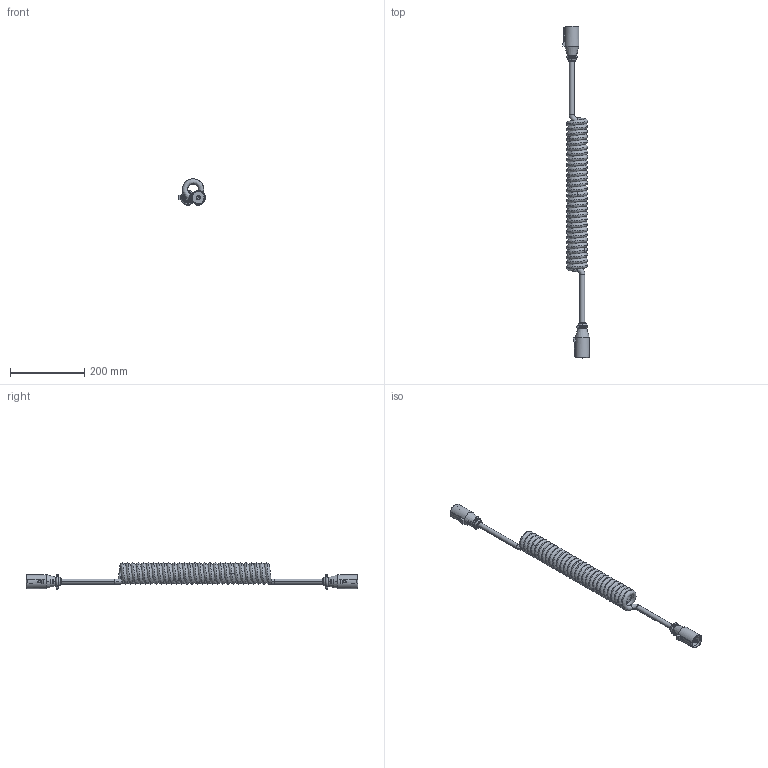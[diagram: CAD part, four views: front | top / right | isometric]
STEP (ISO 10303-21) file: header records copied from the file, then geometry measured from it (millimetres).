
FILE_DESCRIPTION((''),'2;1');
FILE_NAME('651537_SW0001','2020-06-02T18:31:47',('teru'),(''),'CREO PARAMETRIC BY PTC INC, 2017380','CREO PARAMETRIC BY PTC INC, 2017380','');
FILE_SCHEMA(('CONFIG_CONTROL_DESIGN'));
Products named in the file (1): 651537_SW0001
Bounding box: 72.1 x 891.4 x 70.25 mm (x, y, z)
Volume: 755259.7 mm3; surface area: 216086.3 mm2
Topology: 1 solids, 1 shells, 318 faces, 858 edges, 542 vertices
Faces by surface type: plane 98, cylinder 84, bspline 80, torus 28, cone 20, sphere 8
Entity records: 35380 total; most frequent: CARTESIAN_POINT 27884, ORIENTED_EDGE 1700, DIRECTION 1424, EDGE_CURVE 850, AXIS2_PLACEMENT_3D 564, VERTEX_POINT 542, EDGE_LOOP 326, CIRCLE 326
